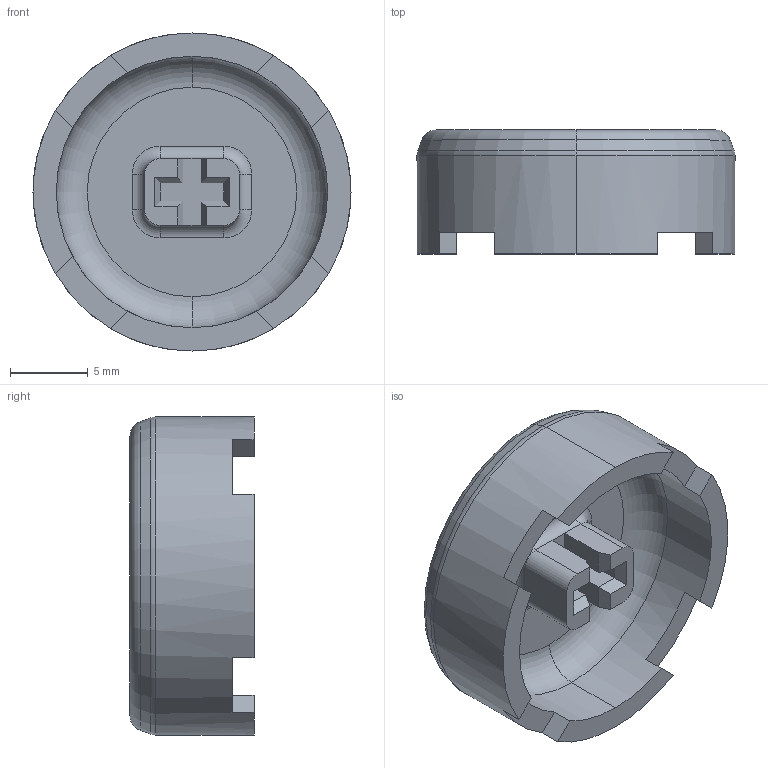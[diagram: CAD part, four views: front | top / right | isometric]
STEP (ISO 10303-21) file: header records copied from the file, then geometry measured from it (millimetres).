
FILE_DESCRIPTION (( 'STEP AP214' ), '1' );
FILE_NAME ('Keycap.STEP', '2022-07-05T23:00:27', ( '' ), ( '' ), 'SwSTEP 2.0', 'SolidWorks 2021', '' );
FILE_SCHEMA (( 'AUTOMOTIVE_DESIGN' ));
Length unit declared in the file: millimetre
Products named in the file (1): Keycap
Bounding box: 20.5 x 8 x 20.5 mm (x, y, z)
Volume: 1253.7 mm3; surface area: 1498 mm2
Topology: 1 solids, 1 shells, 71 faces, 176 edges, 108 vertices
Faces by surface type: plane 47, cylinder 12, torus 10, cone 2
Entity records: 2118 total; most frequent: DIRECTION 378, CARTESIAN_POINT 356, ORIENTED_EDGE 352, EDGE_CURVE 176, AXIS2_PLACEMENT_3D 130, LINE 118, VECTOR 118, VERTEX_POINT 108
